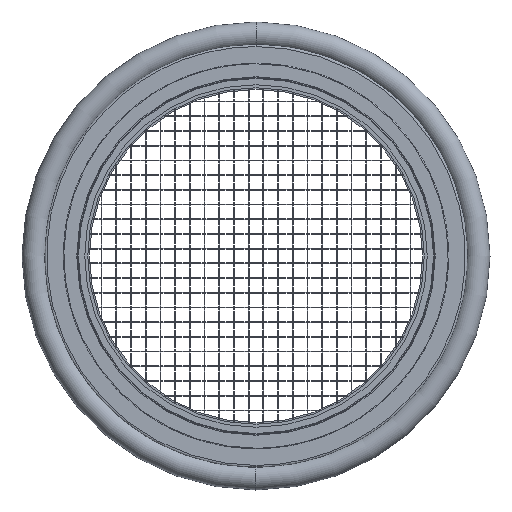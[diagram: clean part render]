
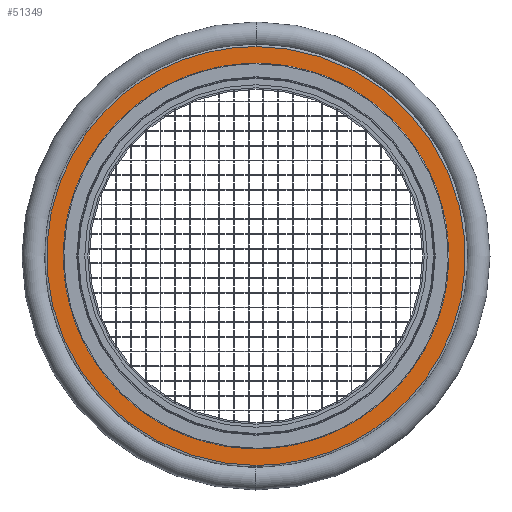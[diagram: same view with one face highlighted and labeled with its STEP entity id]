
A CAD part, left-side view. The second image highlights one B-rep face of the part: STEP entity #51349.
In plain terms, the highlighted planar face has unit normal (-1, 0, 0).
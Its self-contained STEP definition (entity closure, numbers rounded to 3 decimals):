
#3176 = DIRECTION ( 'NONE',  ( 0., 0., 1. ) ) ;
#8344 = ORIENTED_EDGE ( 'NONE', *, *, #94050, .F. ) ;
#10487 = CARTESIAN_POINT ( 'NONE',  ( -1.95, 0., -44.999 ) ) ;
#13589 = EDGE_CURVE ( 'NONE', #58720, #81729, #38524, .T. ) ;
#13753 = PLANE ( 'NONE',  #70121 ) ;
#14856 = EDGE_LOOP ( 'NONE', ( #37553, #8344 ) ) ;
#15205 = CIRCLE ( 'NONE', #16331, 41.4 ) ;
#16331 = AXIS2_PLACEMENT_3D ( 'NONE', #77143, #31021, #84876 ) ;
#23420 = CARTESIAN_POINT ( 'NONE',  ( -1.95, -89.998, -44.999 ) ) ;
#24398 =( BOUNDED_CURVE ( )  B_SPLINE_CURVE ( 3, ( #10487, #56636, #72031, #25982 ),
 .UNSPECIFIED., .F., .F. ) 
 B_SPLINE_CURVE_WITH_KNOTS ( ( 4, 4 ),
 ( 0., 1. ),
 .UNSPECIFIED. ) 
 CURVE ( )  GEOMETRIC_REPRESENTATION_ITEM ( )  RATIONAL_B_SPLINE_CURVE ( ( 1., 0.333, 0.333, 1. ) ) 
 REPRESENTATION_ITEM ( '' )  );
#25982 = CARTESIAN_POINT ( 'NONE',  ( -1.95, 0., 44.999 ) ) ;
#31021 = DIRECTION ( 'NONE',  ( -1., 0., 0. ) ) ;
#33763 = FACE_BOUND ( 'NONE', #14856, .T. ) ;
#37553 = ORIENTED_EDGE ( 'NONE', *, *, #13589, .F. ) ;
#38106 = ORIENTED_EDGE ( 'NONE', *, *, #77859, .F. ) ;
#38524 = CIRCLE ( 'NONE', #67698, 41.4 ) ;
#44062 = VERTEX_POINT ( 'NONE', #87547 ) ;
#44805 = CARTESIAN_POINT ( 'NONE',  ( -1.95, 45.886, 0. ) ) ;
#49319 = DIRECTION ( 'NONE',  ( -1., 0., 0. ) ) ;
#51349 = ADVANCED_FACE ( 'NONE', ( #33763, #54262 ), #13753, .F. ) ;
#52021 = VERTEX_POINT ( 'NONE', #68194 ) ;
#52498 = DIRECTION ( 'NONE',  ( 0., 0., -1. ) ) ;
#54262 = FACE_OUTER_BOUND ( 'NONE', #82620, .T. ) ;
#56636 = CARTESIAN_POINT ( 'NONE',  ( -1.95, 89.998, -44.999 ) ) ;
#58291 =( BOUNDED_CURVE ( )  B_SPLINE_CURVE ( 3, ( #61794, #69500, #23420, #77251 ),
 .UNSPECIFIED., .F., .F. ) 
 B_SPLINE_CURVE_WITH_KNOTS ( ( 4, 4 ),
 ( 0., 1. ),
 .UNSPECIFIED. ) 
 CURVE ( )  GEOMETRIC_REPRESENTATION_ITEM ( )  RATIONAL_B_SPLINE_CURVE ( ( 1., 0.333, 0.333, 1. ) ) 
 REPRESENTATION_ITEM ( '' )  );
#58720 = VERTEX_POINT ( 'NONE', #73668 ) ;
#61794 = CARTESIAN_POINT ( 'NONE',  ( -1.95, 0., 44.999 ) ) ;
#67698 = AXIS2_PLACEMENT_3D ( 'NONE', #95279, #49319, #3176 ) ;
#68194 = CARTESIAN_POINT ( 'NONE',  ( -1.95, 0., 44.999 ) ) ;
#69500 = CARTESIAN_POINT ( 'NONE',  ( -1.95, -89.998, 44.999 ) ) ;
#70121 = AXIS2_PLACEMENT_3D ( 'NONE', #44805, #98464, #52498 ) ;
#72031 = CARTESIAN_POINT ( 'NONE',  ( -1.95, 89.998, 44.999 ) ) ;
#73668 = CARTESIAN_POINT ( 'NONE',  ( -1.95, 0., 41.4 ) ) ;
#77143 = CARTESIAN_POINT ( 'NONE',  ( -1.95, 0., 0. ) ) ;
#77251 = CARTESIAN_POINT ( 'NONE',  ( -1.95, 0., -44.999 ) ) ;
#77859 = EDGE_CURVE ( 'NONE', #52021, #44062, #58291, .T. ) ;
#81729 = VERTEX_POINT ( 'NONE', #82527 ) ;
#82527 = CARTESIAN_POINT ( 'NONE',  ( -1.95, 0., -41.4 ) ) ;
#82620 = EDGE_LOOP ( 'NONE', ( #38106, #99687 ) ) ;
#83870 = EDGE_CURVE ( 'NONE', #44062, #52021, #24398, .T. ) ;
#84876 = DIRECTION ( 'NONE',  ( 0., 0., 1. ) ) ;
#87547 = CARTESIAN_POINT ( 'NONE',  ( -1.95, 0., -44.999 ) ) ;
#94050 = EDGE_CURVE ( 'NONE', #81729, #58720, #15205, .T. ) ;
#95279 = CARTESIAN_POINT ( 'NONE',  ( -1.95, 0., 0. ) ) ;
#98464 = DIRECTION ( 'NONE',  ( 1., 0., 0. ) ) ;
#99687 = ORIENTED_EDGE ( 'NONE', *, *, #83870, .F. ) ;
